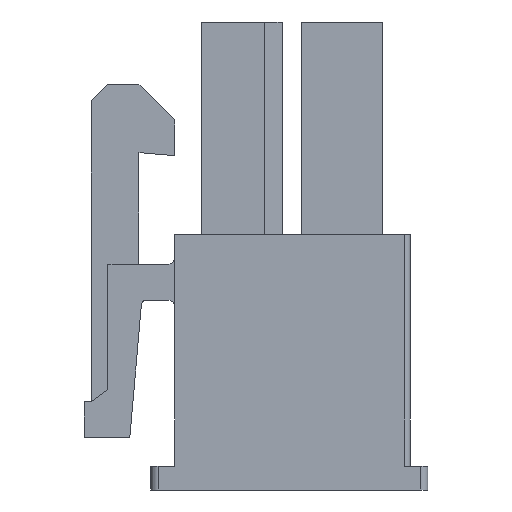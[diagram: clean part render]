
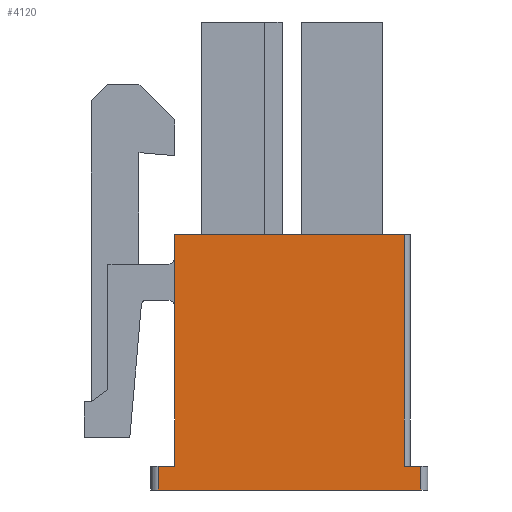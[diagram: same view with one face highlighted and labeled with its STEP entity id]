
A CAD part, left-side view. The second image highlights one B-rep face of the part: STEP entity #4120.
In plain terms, the highlighted planar face has unit normal (-1, 0, 0).
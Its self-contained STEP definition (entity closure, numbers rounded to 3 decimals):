
#1=DIRECTION('',(0.,0.,-1.));
#2=VECTOR('',#1,1.);
#3=CARTESIAN_POINT('',(-6.9,5.5,-9.7));
#4=LINE('',#3,#2);
#5=DIRECTION('',(0.,0.,1.));
#6=VECTOR('',#5,9.7);
#7=CARTESIAN_POINT('',(-6.9,4.8,-9.7));
#8=LINE('',#7,#6);
#9=DIRECTION('',(0.,-1.,0.));
#10=VECTOR('',#9,9.6);
#11=CARTESIAN_POINT('',(-6.9,4.8,0.));
#12=LINE('',#11,#10);
#13=DIRECTION('',(0.,0.,-1.));
#14=VECTOR('',#13,9.7);
#15=CARTESIAN_POINT('',(-6.9,-4.8,0.));
#16=LINE('',#15,#14);
#17=DIRECTION('',(0.,-1.,0.));
#18=VECTOR('',#17,0.7);
#19=CARTESIAN_POINT('',(-6.9,-4.8,-9.7));
#20=LINE('',#19,#18);
#21=DIRECTION('',(0.,0.,1.));
#22=VECTOR('',#21,1.);
#23=CARTESIAN_POINT('',(-6.9,-5.5,-10.7));
#24=LINE('',#23,#22);
#25=DIRECTION('',(0.,1.,0.));
#26=VECTOR('',#25,11.);
#27=CARTESIAN_POINT('',(-6.9,-5.5,-10.7));
#28=LINE('',#27,#26);
#924=DIRECTION('',(0.,-1.,0.));
#925=VECTOR('',#924,0.7);
#926=CARTESIAN_POINT('',(-6.9,5.5,-9.7));
#927=LINE('',#926,#925);
#3101=CARTESIAN_POINT('',(-6.9,4.8,0.));
#3102=CARTESIAN_POINT('',(-6.9,-4.8,0.));
#3103=VERTEX_POINT('',#3101);
#3104=VERTEX_POINT('',#3102);
#3105=CARTESIAN_POINT('',(-6.9,-4.8,-9.7));
#3106=VERTEX_POINT('',#3105);
#3909=CARTESIAN_POINT('',(-6.9,4.8,-9.7));
#3911=VERTEX_POINT('',#3909);
#4065=CARTESIAN_POINT('',(-6.9,5.5,-10.7));
#4067=VERTEX_POINT('',#4065);
#4071=CARTESIAN_POINT('',(-6.9,5.5,-9.7));
#4072=VERTEX_POINT('',#4071);
#4073=CARTESIAN_POINT('',(-6.9,-5.5,-9.7));
#4075=VERTEX_POINT('',#4073);
#4079=CARTESIAN_POINT('',(-6.9,-5.5,-10.7));
#4080=VERTEX_POINT('',#4079);
#4097=CARTESIAN_POINT('',(-6.9,0.,0.));
#4098=DIRECTION('',(1.,0.,0.));
#4099=DIRECTION('',(0.,0.,-1.));
#4100=AXIS2_PLACEMENT_3D('',#4097,#4098,#4099);
#4101=PLANE('',#4100);
#4103=ORIENTED_EDGE('',*,*,#4102,.F.);
#4105=ORIENTED_EDGE('',*,*,#4104,.T.);
#4107=ORIENTED_EDGE('',*,*,#4106,.T.);
#4109=ORIENTED_EDGE('',*,*,#4108,.T.);
#4111=ORIENTED_EDGE('',*,*,#4110,.T.);
#4113=ORIENTED_EDGE('',*,*,#4112,.T.);
#4115=ORIENTED_EDGE('',*,*,#4114,.F.);
#4117=ORIENTED_EDGE('',*,*,#4116,.T.);
#4118=EDGE_LOOP('',(#4103,#4105,#4107,#4109,#4111,#4113,#4115,#4117));
#4119=FACE_OUTER_BOUND('',#4118,.F.);
#4120=ADVANCED_FACE('',(#4119),#4101,.F.);
#4102=EDGE_CURVE('',#4072,#4067,#4,.T.);
#4104=EDGE_CURVE('',#4072,#3911,#927,.T.);
#4106=EDGE_CURVE('',#3911,#3103,#8,.T.);
#4108=EDGE_CURVE('',#3103,#3104,#12,.T.);
#4110=EDGE_CURVE('',#3104,#3106,#16,.T.);
#4112=EDGE_CURVE('',#3106,#4075,#20,.T.);
#4114=EDGE_CURVE('',#4080,#4075,#24,.T.);
#4116=EDGE_CURVE('',#4080,#4067,#28,.T.);
